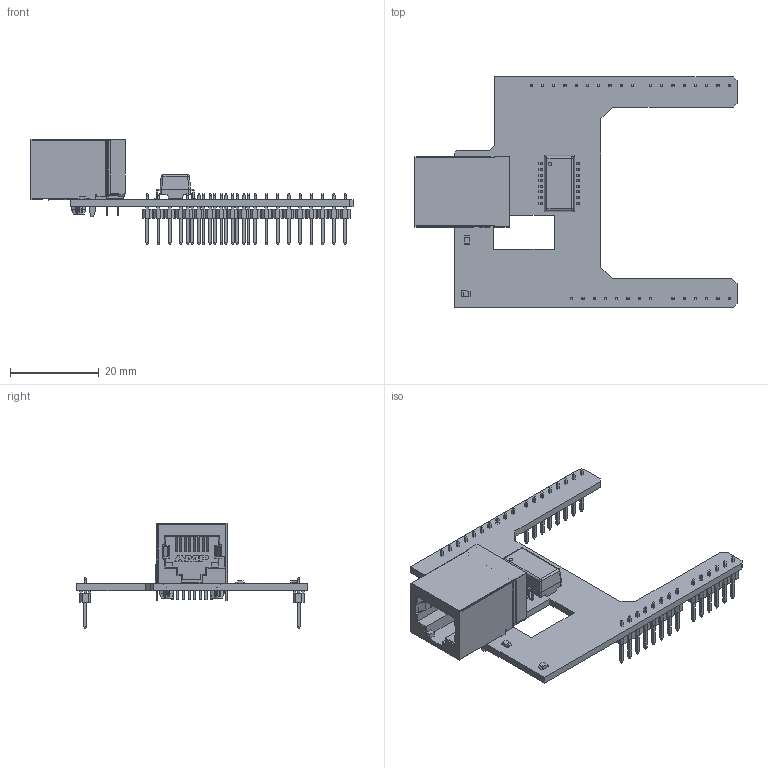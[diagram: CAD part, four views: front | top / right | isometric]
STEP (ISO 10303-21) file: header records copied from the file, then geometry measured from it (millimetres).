
FILE_DESCRIPTION (( 'STEP AP214' ), '1' );
FILE_NAME ('AS-ADP-ETHERNETNATIVE-00-R00.STEP', '2023-01-06T15:56:05', ( '' ), ( '' ), 'SwSTEP 2.0', 'SolidWorks 2020', '' );
FILE_SCHEMA (( 'AUTOMOTIVE_DESIGN' ));
Length unit declared in the file: millimetre
Products named in the file (8): 7012X1--3DModel-STEP-1.step; pcb-shield-native-ethernet; A2-8PA-2.54DSA-71---3DModel-STEP-1.step; 5558342-1.stp; A2-6PA-2.54DSA-71---3DModel-STEP-1.step; PT61018PEL.step; AS-ADP-ETHERNETNATIVE-00-R00; A2-10PA-2.54DSA-71---3DModel-STEP-1.step
Assembly tree (9 placements, depth 2):
  AS-ADP-ETHERNETNATIVE-00-R00
    pcb-shield-native-ethernet
    5558342-1.stp
    PT61018PEL.step
    7012X1--3DModel-STEP-1.step  x2
    A2-6PA-2.54DSA-71---3DModel-STEP-1.step
    A2-8PA-2.54DSA-71---3DModel-STEP-1.step  x2
    A2-10PA-2.54DSA-71---3DModel-STEP-1.step
Bounding box: 72.73 x 52.07 x 23.78 mm (x, y, z)
Volume: 7141.5 mm3; surface area: 10398 mm2
Topology: 32 solids, 32 shells, 1929 faces, 5120 edges, 3324 vertices
Faces by surface type: plane 1766, cylinder 143, bspline 20
Entity records: 49698 total; most frequent: CARTESIAN_POINT 9573, ORIENTED_EDGE 8472, DIRECTION 7566, EDGE_CURVE 4236, VECTOR 3932, LINE 3932, VERTEX_POINT 2750, AXIS2_PLACEMENT_3D 1817
